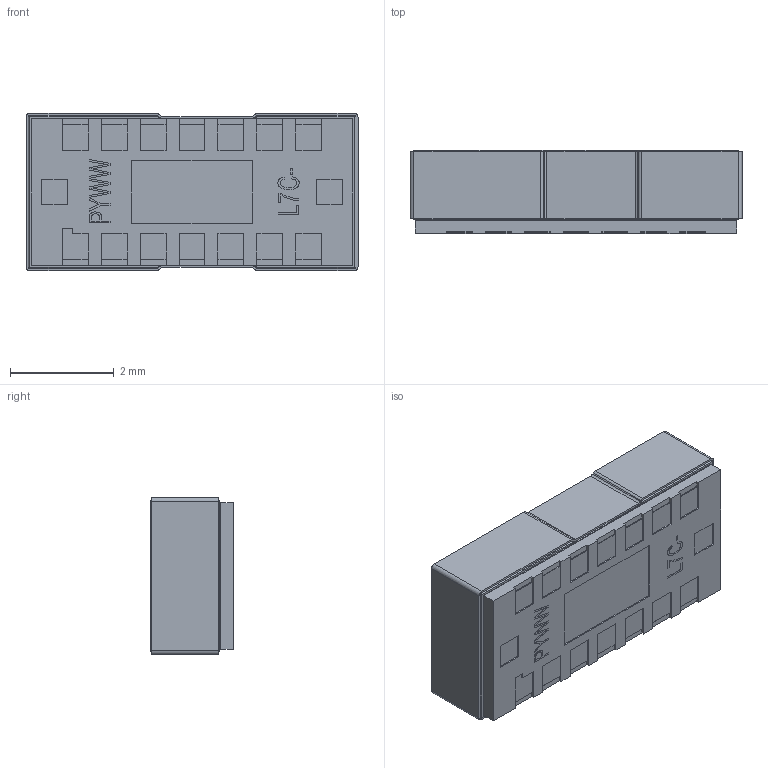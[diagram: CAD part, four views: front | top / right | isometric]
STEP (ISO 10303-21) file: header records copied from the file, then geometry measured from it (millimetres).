
FILE_DESCRIPTION(('FreeCAD Model'),'2;1');
FILE_NAME('Open CASCADE Shape Model','2025-01-23T10:26:08',('Author'),( ''),'Open CASCADE STEP processor 7.8','FreeCAD','Unknown');
FILE_SCHEMA(('AUTOMOTIVE_DESIGN { 1 0 10303 214 1 1 1 1 }'));
Length unit declared in the file: millimetre
Products named in the file (3): VL53L7_Module_Exclusion Cones_Customer Model_20Sep23; VL53L7_SUBSTRATE_Customer Model; VL53L7 CAP_Customer Model
Assembly tree (2 placements, depth 2):
  VL53L7_Module_Exclusion Cones_Customer Model_20Sep23
    VL53L7_SUBSTRATE_Customer Model
    VL53L7 CAP_Customer Model
Bounding box: 6.4 x 1.6 x 3.03 mm (x, y, z)
Volume: 29 mm3; surface area: 108.1 mm2
Topology: 2 solids, 3 shells, 402 faces, 1116 edges, 743 vertices
Faces by surface type: plane 299, cylinder 38, cone 35, bspline 30
Entity records: 15352 total; most frequent: CARTESIAN_POINT 4061, ORIENTED_EDGE 2232, DIRECTION 1927, EDGE_CURVE 1116, LINE 889, VECTOR 889, VERTEX_POINT 743, AXIS2_PLACEMENT_3D 519
